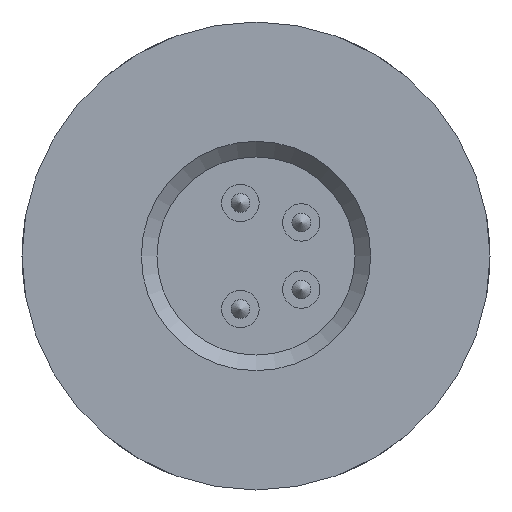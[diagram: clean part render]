
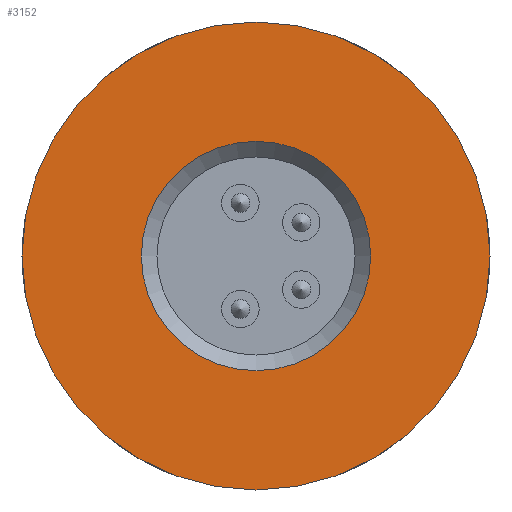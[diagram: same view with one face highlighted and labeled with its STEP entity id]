
A CAD part, front view. The second image highlights one B-rep face of the part: STEP entity #3152.
In plain terms, the highlighted planar face has unit normal (0, -1, 0).
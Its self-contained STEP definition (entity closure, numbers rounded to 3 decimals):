
#347=FACE_BOUND('',#774,.T.);
#422=PLANE('',#3437);
#552=FACE_OUTER_BOUND('',#773,.T.);
#773=EDGE_LOOP('',(#2490));
#774=EDGE_LOOP('',(#2491));
#1012=CIRCLE('',#3435,3.675);
#1013=CIRCLE('',#3438,7.5);
#1596=VERTEX_POINT('',#4809);
#1597=VERTEX_POINT('',#4813);
#1939=EDGE_CURVE('',#1596,#1596,#1012,.T.);
#1940=EDGE_CURVE('',#1597,#1597,#1013,.T.);
#2490=ORIENTED_EDGE('',*,*,#1940,.F.);
#2491=ORIENTED_EDGE('',*,*,#1939,.F.);
#3152=ADVANCED_FACE('',(#552,#347),#422,.T.);
#3435=AXIS2_PLACEMENT_3D('',#4810,#3984,#3985);
#3437=AXIS2_PLACEMENT_3D('',#4812,#3988,#3989);
#3438=AXIS2_PLACEMENT_3D('',#4814,#3990,#3991);
#3984=DIRECTION('center_axis',(0.,-1.,0.));
#3985=DIRECTION('ref_axis',(-1.,0.,0.));
#3988=DIRECTION('center_axis',(0.,-1.,0.));
#3989=DIRECTION('ref_axis',(0.,0.,1.));
#3990=DIRECTION('center_axis',(0.,1.,0.));
#3991=DIRECTION('ref_axis',(1.,0.,0.));
#4809=CARTESIAN_POINT('',(3.675,-11.,0.));
#4810=CARTESIAN_POINT('Origin',(0.,-11.,0.));
#4812=CARTESIAN_POINT('Origin',(5.838,-11.,0.));
#4813=CARTESIAN_POINT('',(7.5,-11.,0.));
#4814=CARTESIAN_POINT('Origin',(0.,-11.,0.));
